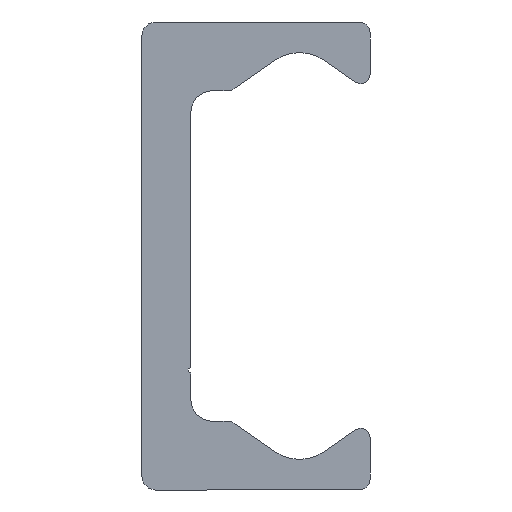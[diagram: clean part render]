
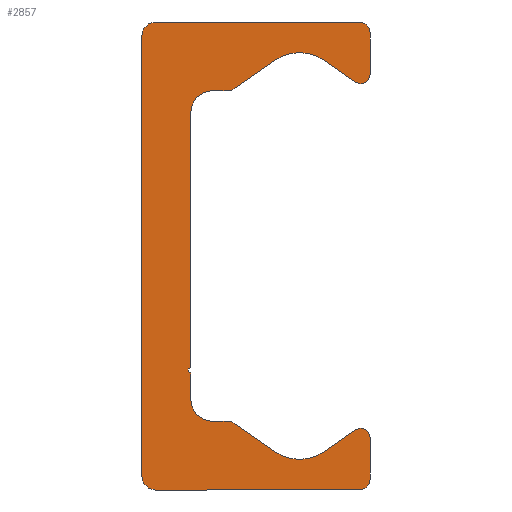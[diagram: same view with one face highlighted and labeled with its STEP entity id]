
A CAD part, left-side view. The second image highlights one B-rep face of the part: STEP entity #2857.
In plain terms, the highlighted planar face has unit normal (-1, 0, 0).
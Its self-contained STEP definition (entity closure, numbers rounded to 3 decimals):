
#1852=CARTESIAN_POINT('',(0.0,9.25,-21.5));
#1853=VERTEX_POINT('',#1852);
#1860=CARTESIAN_POINT('',(0.0,10.5,-20.25));
#1861=VERTEX_POINT('',#1860);
#1862=CARTESIAN_POINT('',(0.0,9.25,-20.25));
#1863=DIRECTION('',(1.0,0.0,0.0));
#1864=DIRECTION('',(0.0,0.0,-1.0));
#1865=AXIS2_PLACEMENT_3D('',#1862,#1863,#1864);
#1866=CIRCLE('',#1865,1.25);
#1867=EDGE_CURVE('',#1853,#1861,#1866,.T.);
#1891=CARTESIAN_POINT('',(0.0,-9.5,-21.5));
#1892=VERTEX_POINT('',#1891);
#1899=CARTESIAN_POINT('',(0.0,-9.5,-21.5));
#1900=DIRECTION('',(0.0,1.0,0.0));
#1901=VECTOR('',#1900,18.75);
#1902=LINE('',#1899,#1901);
#1903=EDGE_CURVE('',#1892,#1853,#1902,.T.);
#1923=CARTESIAN_POINT('',(0.0,-10.5,-20.5));
#1924=VERTEX_POINT('',#1923);
#1931=CARTESIAN_POINT('',(0.0,-9.5,-20.5));
#1932=DIRECTION('',(1.0,0.0,0.0));
#1933=DIRECTION('',(0.0,-1.0,0.0));
#1934=AXIS2_PLACEMENT_3D('',#1931,#1932,#1933);
#1935=CIRCLE('',#1934,1.0);
#1936=EDGE_CURVE('',#1924,#1892,#1935,.T.);
#1955=CARTESIAN_POINT('',(0.0,-10.5,-16.65));
#1956=VERTEX_POINT('',#1955);
#1963=CARTESIAN_POINT('',(0.0,-10.5,-16.65));
#1964=DIRECTION('',(0.0,0.0,-1.0));
#1965=VECTOR('',#1964,3.85);
#1966=LINE('',#1963,#1965);
#1967=EDGE_CURVE('',#1956,#1924,#1966,.T.);
#1987=CARTESIAN_POINT('',(0.0,-9.162,-15.954));
#1988=VERTEX_POINT('',#1987);
#1995=CARTESIAN_POINT('',(0.0,-9.65,-16.65));
#1996=DIRECTION('',(1.0,0.0,0.0));
#1997=DIRECTION('',(0.0,0.574,0.819));
#1998=AXIS2_PLACEMENT_3D('',#1995,#1996,#1997);
#1999=CIRCLE('',#1998,0.85);
#2000=EDGE_CURVE('',#1988,#1956,#1999,.T.);
#2019=CARTESIAN_POINT('',(0.0,-6.294,-17.962));
#2020=VERTEX_POINT('',#2019);
#2027=CARTESIAN_POINT('',(0.0,-6.294,-17.962));
#2028=DIRECTION('',(0.0,-0.819,0.574));
#2029=VECTOR('',#2028,3.501);
#2030=LINE('',#2027,#2029);
#2031=EDGE_CURVE('',#2020,#1988,#2030,.T.);
#2051=CARTESIAN_POINT('',(0.0,-1.706,-17.962));
#2052=VERTEX_POINT('',#2051);
#2059=CARTESIAN_POINT('',(0.0,-4.,-14.685));
#2060=DIRECTION('',(-1.0,0.0,0.0));
#2061=DIRECTION('',(0.0,0.574,0.819));
#2062=AXIS2_PLACEMENT_3D('',#2059,#2060,#2061);
#2063=CIRCLE('',#2062,4.0);
#2064=EDGE_CURVE('',#2052,#2020,#2063,.T.);
#2083=CARTESIAN_POINT('',(0.0,1.981,-15.381));
#2084=VERTEX_POINT('',#2083);
#2091=CARTESIAN_POINT('',(0.0,1.981,-15.381));
#2092=DIRECTION('',(0.0,-0.819,-0.574));
#2093=VECTOR('',#2092,4.5);
#2094=LINE('',#2091,#2093);
#2095=EDGE_CURVE('',#2084,#2052,#2094,.T.);
#2115=CARTESIAN_POINT('',(0.0,2.554,-15.2));
#2116=VERTEX_POINT('',#2115);
#2123=CARTESIAN_POINT('',(0.0,2.554,-16.2));
#2124=DIRECTION('',(1.0,0.0,0.0));
#2125=DIRECTION('',(0.0,0.0,1.0));
#2126=AXIS2_PLACEMENT_3D('',#2123,#2124,#2125);
#2127=CIRCLE('',#2126,1.);
#2128=EDGE_CURVE('',#2116,#2084,#2127,.T.);
#2147=CARTESIAN_POINT('',(0.0,4.0,-15.2));
#2148=VERTEX_POINT('',#2147);
#2155=CARTESIAN_POINT('',(0.0,4.0,-15.2));
#2156=DIRECTION('',(0.0,-1.0,0.0));
#2157=VECTOR('',#2156,1.446);
#2158=LINE('',#2155,#2157);
#2159=EDGE_CURVE('',#2148,#2116,#2158,.T.);
#2179=CARTESIAN_POINT('',(0.0,6.,-13.2));
#2180=VERTEX_POINT('',#2179);
#2187=CARTESIAN_POINT('',(0.0,4.,-13.2));
#2188=DIRECTION('',(-1.0,0.0,0.0));
#2189=DIRECTION('',(0.0,0.0,1.0));
#2190=AXIS2_PLACEMENT_3D('',#2187,#2188,#2189);
#2191=CIRCLE('',#2190,2.0);
#2192=EDGE_CURVE('',#2180,#2148,#2191,.T.);
#2211=CARTESIAN_POINT('',(0.0,6.,-10.75));
#2212=VERTEX_POINT('',#2211);
#2219=CARTESIAN_POINT('',(0.0,6.,-10.75));
#2220=DIRECTION('',(0.0,0.0,-1.0));
#2221=VECTOR('',#2220,2.45);
#2222=LINE('',#2219,#2221);
#2223=EDGE_CURVE('',#2212,#2180,#2222,.T.);
#2243=CARTESIAN_POINT('',(0.0,6.,-10.25));
#2244=VERTEX_POINT('',#2243);
#2251=CARTESIAN_POINT('',(0.0,6.,-10.5));
#2252=DIRECTION('',(-1.0,0.0,0.0));
#2253=DIRECTION('',(0.0,0.0,1.0));
#2254=AXIS2_PLACEMENT_3D('',#2251,#2252,#2253);
#2255=CIRCLE('',#2254,0.25);
#2256=EDGE_CURVE('',#2244,#2212,#2255,.T.);
#2275=CARTESIAN_POINT('',(0.0,6.,13.2));
#2276=VERTEX_POINT('',#2275);
#2283=CARTESIAN_POINT('',(0.0,6.,13.2));
#2284=DIRECTION('',(0.0,0.0,-1.0));
#2285=VECTOR('',#2284,23.45);
#2286=LINE('',#2283,#2285);
#2287=EDGE_CURVE('',#2276,#2244,#2286,.T.);
#2385=CARTESIAN_POINT('',(0.0,4.0,15.2));
#2386=VERTEX_POINT('',#2385);
#2393=CARTESIAN_POINT('',(0.0,4.,13.2));
#2394=DIRECTION('',(-1.0,0.0,0.0));
#2395=DIRECTION('',(0.0,-1.0,0.0));
#2396=AXIS2_PLACEMENT_3D('',#2393,#2394,#2395);
#2397=CIRCLE('',#2396,2.0);
#2398=EDGE_CURVE('',#2386,#2276,#2397,.T.);
#2417=CARTESIAN_POINT('',(0.0,2.554,15.2));
#2418=VERTEX_POINT('',#2417);
#2425=CARTESIAN_POINT('',(0.0,2.554,15.2));
#2426=DIRECTION('',(0.0,1.0,0.0));
#2427=VECTOR('',#2426,1.446);
#2428=LINE('',#2425,#2427);
#2429=EDGE_CURVE('',#2418,#2386,#2428,.T.);
#2449=CARTESIAN_POINT('',(0.0,1.981,15.381));
#2450=VERTEX_POINT('',#2449);
#2457=CARTESIAN_POINT('',(0.0,2.554,16.2));
#2458=DIRECTION('',(1.0,0.0,0.0));
#2459=DIRECTION('',(0.0,-0.574,-0.819));
#2460=AXIS2_PLACEMENT_3D('',#2457,#2458,#2459);
#2461=CIRCLE('',#2460,1.);
#2462=EDGE_CURVE('',#2450,#2418,#2461,.T.);
#2481=CARTESIAN_POINT('',(0.0,-1.706,17.962));
#2482=VERTEX_POINT('',#2481);
#2489=CARTESIAN_POINT('',(0.0,-1.706,17.962));
#2490=DIRECTION('',(0.0,0.819,-0.574));
#2491=VECTOR('',#2490,4.5);
#2492=LINE('',#2489,#2491);
#2493=EDGE_CURVE('',#2482,#2450,#2492,.T.);
#2513=CARTESIAN_POINT('',(0.0,-6.294,17.962));
#2514=VERTEX_POINT('',#2513);
#2521=CARTESIAN_POINT('',(0.0,-4.,14.685));
#2522=DIRECTION('',(-1.0,0.0,0.0));
#2523=DIRECTION('',(0.0,-0.574,-0.819));
#2524=AXIS2_PLACEMENT_3D('',#2521,#2522,#2523);
#2525=CIRCLE('',#2524,4.0);
#2526=EDGE_CURVE('',#2514,#2482,#2525,.T.);
#2545=CARTESIAN_POINT('',(0.0,-9.162,15.954));
#2546=VERTEX_POINT('',#2545);
#2553=CARTESIAN_POINT('',(0.0,-9.162,15.954));
#2554=DIRECTION('',(0.0,0.819,0.574));
#2555=VECTOR('',#2554,3.501);
#2556=LINE('',#2553,#2555);
#2557=EDGE_CURVE('',#2546,#2514,#2556,.T.);
#2577=CARTESIAN_POINT('',(0.0,-10.5,16.65));
#2578=VERTEX_POINT('',#2577);
#2585=CARTESIAN_POINT('',(0.0,-9.65,16.65));
#2586=DIRECTION('',(1.0,0.0,0.0));
#2587=DIRECTION('',(0.0,-1.0,0.0));
#2588=AXIS2_PLACEMENT_3D('',#2585,#2586,#2587);
#2589=CIRCLE('',#2588,0.85);
#2590=EDGE_CURVE('',#2578,#2546,#2589,.T.);
#2609=CARTESIAN_POINT('',(0.0,-10.5,20.5));
#2610=VERTEX_POINT('',#2609);
#2617=CARTESIAN_POINT('',(0.0,-10.5,20.5));
#2618=DIRECTION('',(0.0,0.0,-1.0));
#2619=VECTOR('',#2618,3.85);
#2620=LINE('',#2617,#2619);
#2621=EDGE_CURVE('',#2610,#2578,#2620,.T.);
#2641=CARTESIAN_POINT('',(0.0,-9.5,21.5));
#2642=VERTEX_POINT('',#2641);
#2649=CARTESIAN_POINT('',(0.0,-9.5,20.5));
#2650=DIRECTION('',(1.0,0.0,0.0));
#2651=DIRECTION('',(0.0,0.0,1.0));
#2652=AXIS2_PLACEMENT_3D('',#2649,#2650,#2651);
#2653=CIRCLE('',#2652,1.0);
#2654=EDGE_CURVE('',#2642,#2610,#2653,.T.);
#2673=CARTESIAN_POINT('',(0.0,9.25,21.5));
#2674=VERTEX_POINT('',#2673);
#2681=CARTESIAN_POINT('',(0.0,9.25,21.5));
#2682=DIRECTION('',(0.0,-1.0,0.0));
#2683=VECTOR('',#2682,18.75);
#2684=LINE('',#2681,#2683);
#2685=EDGE_CURVE('',#2674,#2642,#2684,.T.);
#2705=CARTESIAN_POINT('',(0.0,10.5,20.25));
#2706=VERTEX_POINT('',#2705);
#2713=CARTESIAN_POINT('',(0.0,9.25,20.25));
#2714=DIRECTION('',(1.0,0.0,0.0));
#2715=DIRECTION('',(0.0,1.0,0.0));
#2716=AXIS2_PLACEMENT_3D('',#2713,#2714,#2715);
#2717=CIRCLE('',#2716,1.25);
#2718=EDGE_CURVE('',#2706,#2674,#2717,.T.);
#2736=CARTESIAN_POINT('',(0.0,10.5,-20.25));
#2737=DIRECTION('',(0.0,0.0,1.0));
#2738=VECTOR('',#2737,40.5);
#2739=LINE('',#2736,#2738);
#2740=EDGE_CURVE('',#1861,#2706,#2739,.T.);
#2824=CARTESIAN_POINT('',(0.0,2.66,-0.019));
#2825=DIRECTION('',(1.0,0.0,0.0));
#2826=DIRECTION('',(0.0,0.0,-1.0));
#2827=AXIS2_PLACEMENT_3D('',#2824,#2825,#2826);
#2828=PLANE('',#2827);
#2829=ORIENTED_EDGE('',*,*,#2740,.F.);
#2830=ORIENTED_EDGE('',*,*,#1867,.F.);
#2831=ORIENTED_EDGE('',*,*,#1903,.F.);
#2832=ORIENTED_EDGE('',*,*,#1936,.F.);
#2833=ORIENTED_EDGE('',*,*,#1967,.F.);
#2834=ORIENTED_EDGE('',*,*,#2000,.F.);
#2835=ORIENTED_EDGE('',*,*,#2031,.F.);
#2836=ORIENTED_EDGE('',*,*,#2064,.F.);
#2837=ORIENTED_EDGE('',*,*,#2095,.F.);
#2838=ORIENTED_EDGE('',*,*,#2128,.F.);
#2839=ORIENTED_EDGE('',*,*,#2159,.F.);
#2840=ORIENTED_EDGE('',*,*,#2192,.F.);
#2841=ORIENTED_EDGE('',*,*,#2223,.F.);
#2842=ORIENTED_EDGE('',*,*,#2256,.F.);
#2843=ORIENTED_EDGE('',*,*,#2287,.F.);
#2844=ORIENTED_EDGE('',*,*,#2398,.F.);
#2845=ORIENTED_EDGE('',*,*,#2429,.F.);
#2846=ORIENTED_EDGE('',*,*,#2462,.F.);
#2847=ORIENTED_EDGE('',*,*,#2493,.F.);
#2848=ORIENTED_EDGE('',*,*,#2526,.F.);
#2849=ORIENTED_EDGE('',*,*,#2557,.F.);
#2850=ORIENTED_EDGE('',*,*,#2590,.F.);
#2851=ORIENTED_EDGE('',*,*,#2621,.F.);
#2852=ORIENTED_EDGE('',*,*,#2654,.F.);
#2853=ORIENTED_EDGE('',*,*,#2685,.F.);
#2854=ORIENTED_EDGE('',*,*,#2718,.F.);
#2855=EDGE_LOOP('',(#2829,#2830,#2831,#2832,#2833,#2834,#2835,#2836,#2837,#2838,#2839,#2840,#2841,#2842,#2843,#2844,#2845,#2846,#2847,#2848,#2849,#2850,#2851,#2852,#2853,#2854));
#2856=FACE_OUTER_BOUND('',#2855,.T.);
#2857=ADVANCED_FACE('',(#2856),#2828,.F.);
